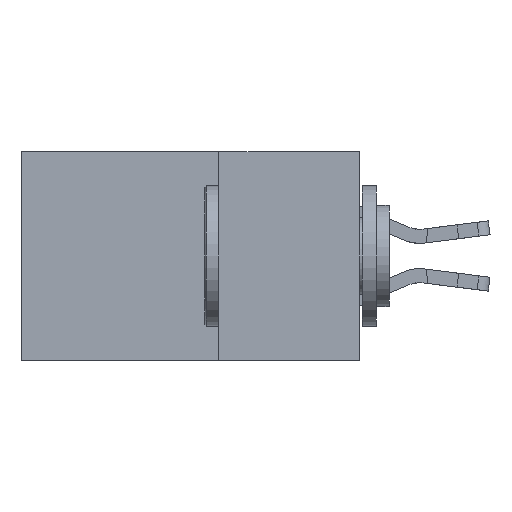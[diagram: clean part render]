
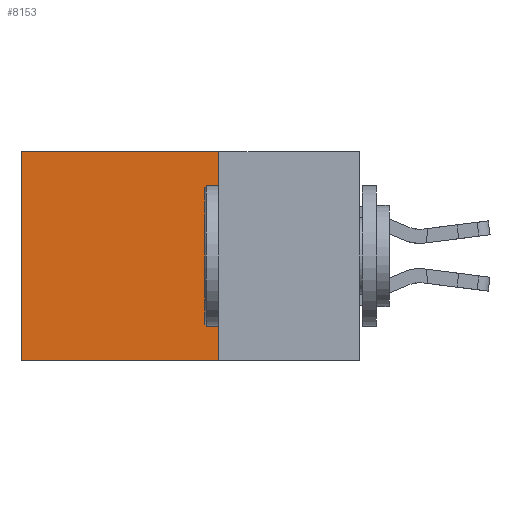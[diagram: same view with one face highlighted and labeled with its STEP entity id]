
A CAD part, left-side view. The second image highlights one B-rep face of the part: STEP entity #8153.
In plain terms, the highlighted planar face has unit normal (-1, 0, 0).
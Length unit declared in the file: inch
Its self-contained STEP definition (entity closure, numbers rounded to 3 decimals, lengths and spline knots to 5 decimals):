
#67 = VERTEX_POINT ( 'NONE', #6591 ) ;
#681 = EDGE_CURVE ( 'NONE', #18479, #27526, #25639, .T. ) ;
#1286 = DIRECTION ( 'NONE',  ( 1., 0., 0. ) ) ;
#1534 = CARTESIAN_POINT ( 'NONE',  ( 0.2875, 0.6, -0.37 ) ) ;
#4425 = ORIENTED_EDGE ( 'NONE', *, *, #27904, .T. ) ;
#6591 = CARTESIAN_POINT ( 'NONE',  ( 0.2875, 0.25, -0.37 ) ) ;
#6615 = VECTOR ( 'NONE', #32942, 39.37008 ) ;
#6912 = CARTESIAN_POINT ( 'NONE',  ( 0.2875, 0.25, 0. ) ) ;
#7416 = EDGE_CURVE ( 'NONE', #18479, #67, #11693, .T. ) ;
#8153 = ADVANCED_FACE ( 'NONE', ( #28744 ), #31549, .F. ) ;
#8289 = VECTOR ( 'NONE', #26383, 39.37008 ) ;
#9713 = EDGE_LOOP ( 'NONE', ( #4425, #15252, #19872, #34422 ) ) ;
#10055 = EDGE_CURVE ( 'NONE', #67, #16954, #35192, .T. ) ;
#11693 = LINE ( 'NONE', #6912, #8289 ) ;
#12334 = AXIS2_PLACEMENT_3D ( 'NONE', #15213, #1286, #34279 ) ;
#13978 = CARTESIAN_POINT ( 'NONE',  ( 0.2875, 0.25, -0.37 ) ) ;
#15213 = CARTESIAN_POINT ( 'NONE',  ( 0.2875, 0.25, 0. ) ) ;
#15252 = ORIENTED_EDGE ( 'NONE', *, *, #10055, .F. ) ;
#16954 = VERTEX_POINT ( 'NONE', #1534 ) ;
#17813 = DIRECTION ( 'NONE',  ( 0., 1., 0. ) ) ;
#18479 = VERTEX_POINT ( 'NONE', #26369 ) ;
#19872 = ORIENTED_EDGE ( 'NONE', *, *, #7416, .F. ) ;
#20041 = LINE ( 'NONE', #20662, #26943 ) ;
#20662 = CARTESIAN_POINT ( 'NONE',  ( 0.2875, 0.6, 0. ) ) ;
#25639 = LINE ( 'NONE', #34255, #32451 ) ;
#26369 = CARTESIAN_POINT ( 'NONE',  ( 0.2875, 0.25, 0. ) ) ;
#26383 = DIRECTION ( 'NONE',  ( 0., 0., -1. ) ) ;
#26943 = VECTOR ( 'NONE', #29037, 39.37008 ) ;
#27526 = VERTEX_POINT ( 'NONE', #33325 ) ;
#27904 = EDGE_CURVE ( 'NONE', #27526, #16954, #20041, .T. ) ;
#28744 = FACE_OUTER_BOUND ( 'NONE', #9713, .T. ) ;
#29037 = DIRECTION ( 'NONE',  ( 0., 0., -1. ) ) ;
#31549 = PLANE ( 'NONE',  #12334 ) ;
#32451 = VECTOR ( 'NONE', #17813, 39.37008 ) ;
#32942 = DIRECTION ( 'NONE',  ( 0., 1., 0. ) ) ;
#33325 = CARTESIAN_POINT ( 'NONE',  ( 0.2875, 0.6, 0. ) ) ;
#34255 = CARTESIAN_POINT ( 'NONE',  ( 0.2875, 0.25, 0. ) ) ;
#34279 = DIRECTION ( 'NONE',  ( 0., 0., -1. ) ) ;
#34422 = ORIENTED_EDGE ( 'NONE', *, *, #681, .T. ) ;
#35192 = LINE ( 'NONE', #13978, #6615 ) ;
